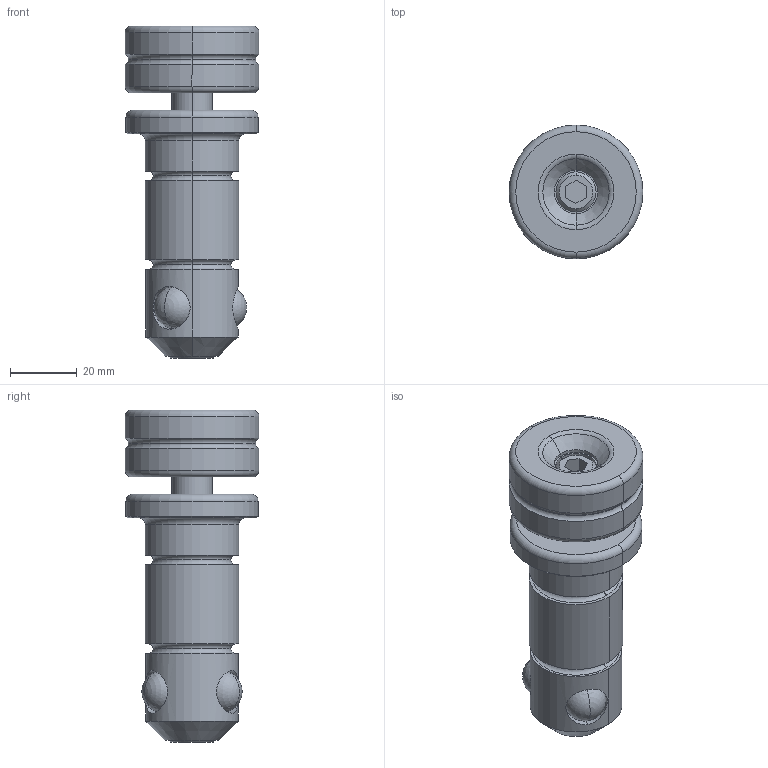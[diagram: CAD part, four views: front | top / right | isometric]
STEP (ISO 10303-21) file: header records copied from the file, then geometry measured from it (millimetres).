
FILE_DESCRIPTION(('STEP AP214'),'1');
FILE_NAME('280510.STP','2011-09-01T07:28:23',(' '),(' '),'Spatial InterOp 3D',' ',' ');
FILE_SCHEMA(('automotive_design'));
Length unit declared in the file: millimetre
Products named in the file (8): Zylinder; Kugel
Bounding box: 40 x 40 x 99.21 mm (x, y, z)
Volume: 69064.5 mm3; surface area: 22747.6 mm2
Topology: 8 solids, 8 shells, 115 faces, 263 edges, 156 vertices
Faces by surface type: cylinder 40, plane 31, torus 24, cone 12, sphere 8
Entity records: 4587 total; most frequent: CARTESIAN_POINT 895, DIRECTION 602, ORIENTED_EDGE 494, AXIS2_PLACEMENT_3D 257, EDGE_CURVE 247, VERTEX_POINT 156, EDGE_LOOP 131, CIRCLE 131
